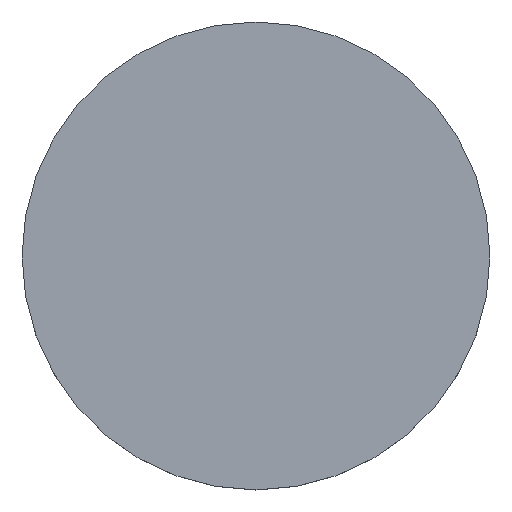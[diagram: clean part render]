
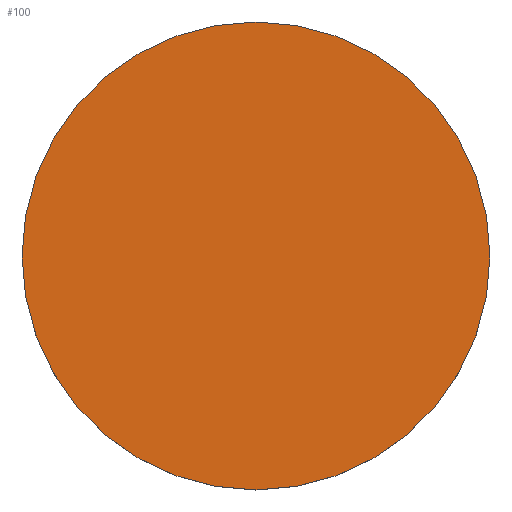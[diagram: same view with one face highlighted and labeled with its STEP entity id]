
A CAD part, top view. The second image highlights one B-rep face of the part: STEP entity #100.
In plain terms, the highlighted planar face has unit normal (0, 0, 1).
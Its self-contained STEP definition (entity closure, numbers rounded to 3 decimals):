
#1 = DIRECTION ( 'NONE',  ( 0., 0., 1. ) ) ;
#4 = ORIENTED_EDGE ( 'NONE', *, *, #31, .T. ) ;
#7 = PLANE ( 'NONE',  #10 ) ;
#10 = AXIS2_PLACEMENT_3D ( 'NONE', #99, #1, #26 ) ;
#15 = DIRECTION ( 'NONE',  ( 0., 0., 1. ) ) ;
#19 = CIRCLE ( 'NONE', #29, 27. ) ;
#20 = CARTESIAN_POINT ( 'NONE',  ( 0., 0., 5. ) ) ;
#21 = DIRECTION ( 'NONE',  ( 1., 0., 0. ) ) ;
#26 = DIRECTION ( 'NONE',  ( 1., 0., 0. ) ) ;
#29 = AXIS2_PLACEMENT_3D ( 'NONE', #69, #15, #143 ) ;
#31 = EDGE_CURVE ( 'NONE', #110, #64, #55, .T. ) ;
#32 = DIRECTION ( 'NONE',  ( 0., 0., 1. ) ) ;
#50 = FACE_OUTER_BOUND ( 'NONE', #146, .T. ) ;
#55 = CIRCLE ( 'NONE', #72, 27. ) ;
#64 = VERTEX_POINT ( 'NONE', #94 ) ;
#69 = CARTESIAN_POINT ( 'NONE',  ( 0., 0., 5. ) ) ;
#72 = AXIS2_PLACEMENT_3D ( 'NONE', #20, #32, #21 ) ;
#91 = CARTESIAN_POINT ( 'NONE',  ( -27., 0., 5. ) ) ;
#94 = CARTESIAN_POINT ( 'NONE',  ( 27., 0., 5. ) ) ;
#96 = EDGE_CURVE ( 'NONE', #64, #110, #19, .T. ) ;
#99 = CARTESIAN_POINT ( 'NONE',  ( 0., 0., 5. ) ) ;
#100 = ADVANCED_FACE ( 'NONE', ( #50 ), #7, .T. ) ;
#110 = VERTEX_POINT ( 'NONE', #91 ) ;
#143 = DIRECTION ( 'NONE',  ( 1., 0., 0. ) ) ;
#146 = EDGE_LOOP ( 'NONE', ( #4, #154 ) ) ;
#154 = ORIENTED_EDGE ( 'NONE', *, *, #96, .T. ) ;
